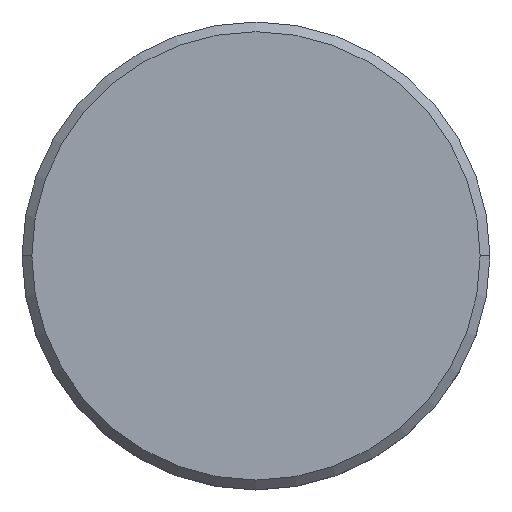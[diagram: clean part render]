
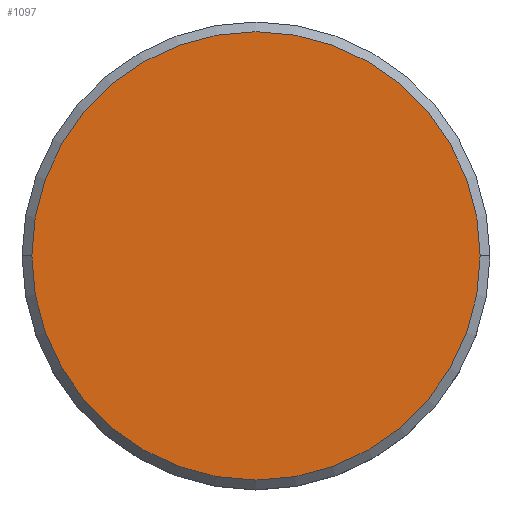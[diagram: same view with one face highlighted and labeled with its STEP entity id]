
A CAD part, top view. The second image highlights one B-rep face of the part: STEP entity #1097.
In plain terms, the highlighted planar face has unit normal (0, 0, 1).
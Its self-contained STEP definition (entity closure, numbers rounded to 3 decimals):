
#43 = DIRECTION ( 'NONE',  ( 0., 0., 1. ) ) ;
#190 = PLANE ( 'NONE',  #430 ) ;
#213 = ORIENTED_EDGE ( 'NONE', *, *, #427, .T. ) ;
#216 = CARTESIAN_POINT ( 'NONE',  ( -11.5, 0., 0. ) ) ;
#290 = CARTESIAN_POINT ( 'NONE',  ( 11.5, 0., 0. ) ) ;
#307 = VERTEX_POINT ( 'NONE', #216 ) ;
#335 = CIRCLE ( 'NONE', #780, 11.5 ) ;
#376 = CARTESIAN_POINT ( 'NONE',  ( 0., 0., 0. ) ) ;
#381 = DIRECTION ( 'NONE',  ( 1., 0., 0. ) ) ;
#427 = EDGE_CURVE ( 'NONE', #307, #641, #335, .T. ) ;
#430 = AXIS2_PLACEMENT_3D ( 'NONE', #497, #670, #763 ) ;
#497 = CARTESIAN_POINT ( 'NONE',  ( 0., 0., 0. ) ) ;
#506 = DIRECTION ( 'NONE',  ( 1., 0., 0. ) ) ;
#641 = VERTEX_POINT ( 'NONE', #290 ) ;
#670 = DIRECTION ( 'NONE',  ( 0., 0., 1. ) ) ;
#763 = DIRECTION ( 'NONE',  ( 1., 0., 0. ) ) ;
#775 = CARTESIAN_POINT ( 'NONE',  ( 0., 0., 0. ) ) ;
#780 = AXIS2_PLACEMENT_3D ( 'NONE', #775, #43, #506 ) ;
#784 = CIRCLE ( 'NONE', #979, 11.5 ) ;
#827 = DIRECTION ( 'NONE',  ( 0., 0., 1. ) ) ;
#849 = EDGE_LOOP ( 'NONE', ( #213, #932 ) ) ;
#932 = ORIENTED_EDGE ( 'NONE', *, *, #1050, .T. ) ;
#979 = AXIS2_PLACEMENT_3D ( 'NONE', #376, #827, #381 ) ;
#1004 = FACE_OUTER_BOUND ( 'NONE', #849, .T. ) ;
#1050 = EDGE_CURVE ( 'NONE', #641, #307, #784, .T. ) ;
#1097 = ADVANCED_FACE ( 'NONE', ( #1004 ), #190, .T. ) ;
